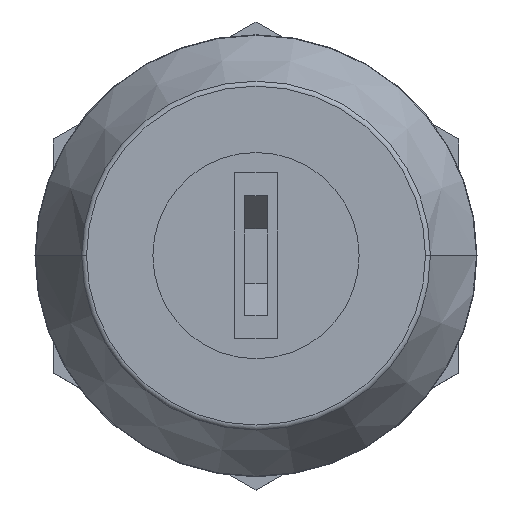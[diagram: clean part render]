
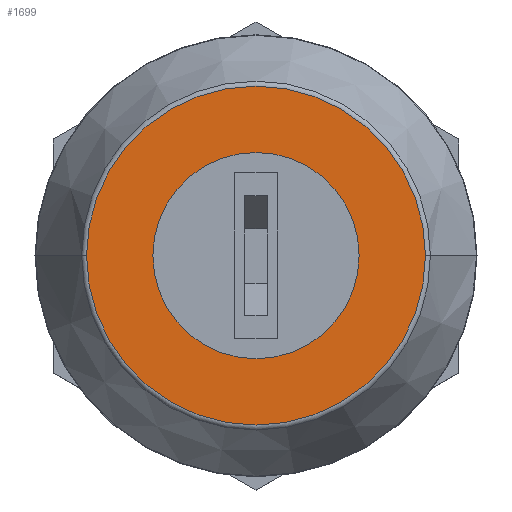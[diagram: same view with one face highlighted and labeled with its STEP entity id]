
A CAD part, top view. The second image highlights one B-rep face of the part: STEP entity #1699.
In plain terms, the highlighted planar face has unit normal (0, 0, 1).
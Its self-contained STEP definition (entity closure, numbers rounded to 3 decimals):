
#72 = DIRECTION ( 'NONE',  ( 1., 0., 0. ) ) ;
#133 = AXIS2_PLACEMENT_3D ( 'NONE', #3243, #1318, #72 ) ;
#813 = DIRECTION ( 'NONE',  ( 0., 0., 1. ) ) ;
#872 = EDGE_CURVE ( 'NONE', #6841, #2272, #4521, .T. ) ;
#1004 = AXIS2_PLACEMENT_3D ( 'NONE', #7073, #6356, #3946 ) ;
#1146 = ORIENTED_EDGE ( 'NONE', *, *, #872, .F. ) ;
#1216 = AXIS2_PLACEMENT_3D ( 'NONE', #4568, #813, #5216 ) ;
#1318 = DIRECTION ( 'NONE',  ( 0., 0., 1. ) ) ;
#1512 = EDGE_CURVE ( 'NONE', #2272, #6841, #5973, .T. ) ;
#1515 = CARTESIAN_POINT ( 'NONE',  ( -5.6, 0., 0. ) ) ;
#1699 = ADVANCED_FACE ( 'NONE', ( #4126, #4712 ), #5713, .F. ) ;
#2078 = ORIENTED_EDGE ( 'NONE', *, *, #2670, .T. ) ;
#2210 = DIRECTION ( 'NONE',  ( -1., 0., 0. ) ) ;
#2256 = CARTESIAN_POINT ( 'NONE',  ( 0., 0., 0. ) ) ;
#2272 = VERTEX_POINT ( 'NONE', #1515 ) ;
#2670 = EDGE_CURVE ( 'NONE', #7361, #5998, #3934, .T. ) ;
#3190 = CARTESIAN_POINT ( 'NONE',  ( -9.2, 0., 0. ) ) ;
#3243 = CARTESIAN_POINT ( 'NONE',  ( 0., 0., 0. ) ) ;
#3536 = CARTESIAN_POINT ( 'NONE',  ( 5.6, 0., 0. ) ) ;
#3895 = ORIENTED_EDGE ( 'NONE', *, *, #1512, .F. ) ;
#3934 = CIRCLE ( 'NONE', #6044, 9.2 ) ;
#3946 = DIRECTION ( 'NONE',  ( -1., 0., 0. ) ) ;
#4126 = FACE_OUTER_BOUND ( 'NONE', #7615, .T. ) ;
#4363 = CARTESIAN_POINT ( 'NONE',  ( 9.2, 0., 0. ) ) ;
#4521 = CIRCLE ( 'NONE', #1216, 5.6 ) ;
#4528 = EDGE_CURVE ( 'NONE', #5998, #7361, #6470, .T. ) ;
#4568 = CARTESIAN_POINT ( 'NONE',  ( 0., 0., 0. ) ) ;
#4712 = FACE_BOUND ( 'NONE', #6805, .T. ) ;
#4739 = DIRECTION ( 'NONE',  ( -1., 0., 0. ) ) ;
#4856 = ORIENTED_EDGE ( 'NONE', *, *, #4528, .T. ) ;
#5216 = DIRECTION ( 'NONE',  ( 1., 0., 0. ) ) ;
#5297 = DIRECTION ( 'NONE',  ( 0., 0., 1. ) ) ;
#5713 = PLANE ( 'NONE',  #1004 ) ;
#5973 = CIRCLE ( 'NONE', #133, 5.6 ) ;
#5994 = DIRECTION ( 'NONE',  ( 0., 0., 1. ) ) ;
#5998 = VERTEX_POINT ( 'NONE', #3190 ) ;
#6044 = AXIS2_PLACEMENT_3D ( 'NONE', #7899, #5297, #2210 ) ;
#6356 = DIRECTION ( 'NONE',  ( 0., 0., -1. ) ) ;
#6470 = CIRCLE ( 'NONE', #7932, 9.2 ) ;
#6805 = EDGE_LOOP ( 'NONE', ( #1146, #3895 ) ) ;
#6841 = VERTEX_POINT ( 'NONE', #3536 ) ;
#7073 = CARTESIAN_POINT ( 'NONE',  ( 0., 5.6, 0. ) ) ;
#7361 = VERTEX_POINT ( 'NONE', #4363 ) ;
#7615 = EDGE_LOOP ( 'NONE', ( #4856, #2078 ) ) ;
#7899 = CARTESIAN_POINT ( 'NONE',  ( 0., 0., 0. ) ) ;
#7932 = AXIS2_PLACEMENT_3D ( 'NONE', #2256, #5994, #4739 ) ;
